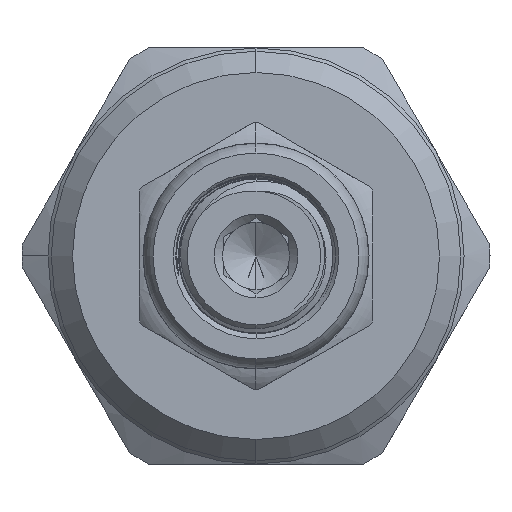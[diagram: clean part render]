
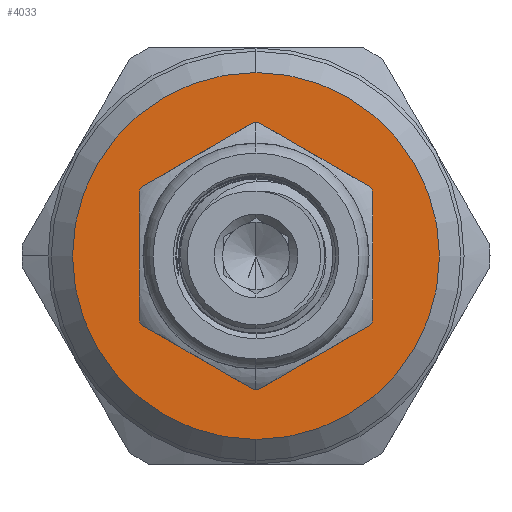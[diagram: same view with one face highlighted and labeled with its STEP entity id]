
A CAD part, left-side view. The second image highlights one B-rep face of the part: STEP entity #4033.
In plain terms, the highlighted planar face has unit normal (-1, 0, 0).
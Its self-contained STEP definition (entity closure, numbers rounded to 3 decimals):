
#152 = EDGE_CURVE ( 'NONE', #3066, #3114, #3533, .T. ) ;
#367 = EDGE_CURVE ( 'NONE', #3087, #3085, #3715, .T. ) ;
#391 = EDGE_CURVE ( 'NONE', #3114, #3066, #3744, .T. ) ;
#474 = CARTESIAN_POINT ( 'NONE',  ( -6.2, 0., 0. ) ) ;
#475 = DIRECTION ( 'NONE',  ( -1., 0., 0. ) ) ;
#476 = DIRECTION ( 'NONE',  ( 0., 0., -1. ) ) ;
#2255 = CARTESIAN_POINT ( 'NONE',  ( -6.2, 0., 0. ) ) ;
#2256 = DIRECTION ( 'NONE',  ( 1., 0., 0. ) ) ;
#2257 = DIRECTION ( 'NONE',  ( 0., 0., -1. ) ) ;
#2363 = CARTESIAN_POINT ( 'NONE',  ( -6.2, 0., 0. ) ) ;
#2364 = DIRECTION ( 'NONE',  ( -1., 0., 0. ) ) ;
#2365 = DIRECTION ( 'NONE',  ( 0., 0., -1. ) ) ;
#2500 = CARTESIAN_POINT ( 'NONE',  ( -6.2, 0., -11.2 ) ) ;
#2519 = CARTESIAN_POINT ( 'NONE',  ( -6.2, 0., 4.85 ) ) ;
#2521 = CARTESIAN_POINT ( 'NONE',  ( -6.2, 0., -4.85 ) ) ;
#2548 = CARTESIAN_POINT ( 'NONE',  ( -6.2, 0., 11.2 ) ) ;
#2772 = ORIENTED_EDGE ( 'NONE', *, *, #4898, .T. ) ;
#2776 = ORIENTED_EDGE ( 'NONE', *, *, #367, .T. ) ;
#2817 = ORIENTED_EDGE ( 'NONE', *, *, #152, .T. ) ;
#2824 = ORIENTED_EDGE ( 'NONE', *, *, #391, .T. ) ;
#3066 = VERTEX_POINT ( 'NONE', #2500 ) ;
#3085 = VERTEX_POINT ( 'NONE', #2519 ) ;
#3087 = VERTEX_POINT ( 'NONE', #2521 ) ;
#3114 = VERTEX_POINT ( 'NONE', #2548 ) ;
#3533 = CIRCLE ( 'NONE', #5031, 11.2 ) ;
#3715 = CIRCLE ( 'NONE', #5144, 4.85 ) ;
#3744 = CIRCLE ( 'NONE', #5152, 11.2 ) ;
#4033 = ADVANCED_FACE ( 'NONE', ( #7197, #7208 ), #13071, .F. ) ;
#4898 = EDGE_CURVE ( 'NONE', #3085, #3087, #7468, .T. ) ;
#5031 = AXIS2_PLACEMENT_3D ( 'NONE', #474, #475, #476 ) ;
#5144 = AXIS2_PLACEMENT_3D ( 'NONE', #2255, #2256, #2257 ) ;
#5152 = AXIS2_PLACEMENT_3D ( 'NONE', #2363, #2364, #2365 ) ;
#5379 = AXIS2_PLACEMENT_3D ( 'NONE', #13068, #13073, #13074 ) ;
#7197 = FACE_BOUND ( 'NONE', #17499, .T. ) ;
#7208 = FACE_OUTER_BOUND ( 'NONE', #17524, .T. ) ;
#7468 = CIRCLE ( 'NONE', #17052, 4.85 ) ;
#13068 = CARTESIAN_POINT ( 'NONE',  ( -6.2, 0., 0. ) ) ;
#13071 = PLANE ( 'NONE',  #5379 ) ;
#13073 = DIRECTION ( 'NONE',  ( 1., 0., 0. ) ) ;
#13074 = DIRECTION ( 'NONE',  ( 0., 0., -1. ) ) ;
#16597 = CARTESIAN_POINT ( 'NONE',  ( -6.2, 0., 0. ) ) ;
#16598 = DIRECTION ( 'NONE',  ( 1., 0., 0. ) ) ;
#16599 = DIRECTION ( 'NONE',  ( 0., 0., -1. ) ) ;
#17052 = AXIS2_PLACEMENT_3D ( 'NONE', #16597, #16598, #16599 ) ;
#17499 = EDGE_LOOP ( 'NONE', ( #2772, #2776 ) ) ;
#17524 = EDGE_LOOP ( 'NONE', ( #2817, #2824 ) ) ;
